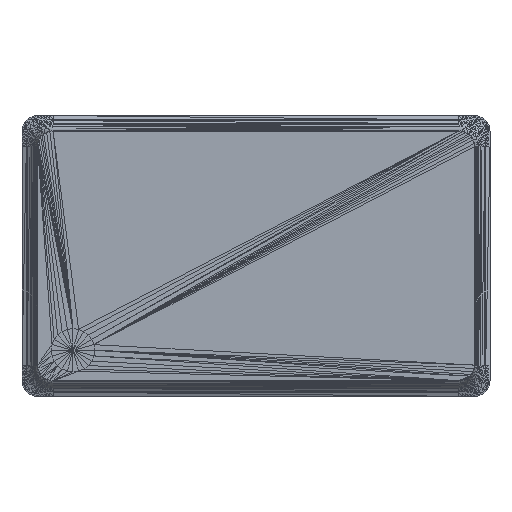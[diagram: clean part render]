
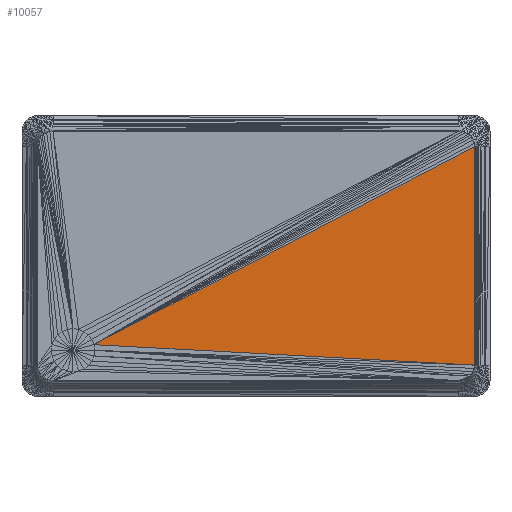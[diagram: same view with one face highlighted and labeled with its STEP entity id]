
A CAD part, top view. The second image highlights one B-rep face of the part: STEP entity #10057.
In plain terms, the highlighted planar face has unit normal (0, 0, 1).
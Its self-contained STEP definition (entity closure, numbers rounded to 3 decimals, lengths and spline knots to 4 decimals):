
#1211=DIRECTION('',(0.0,-1.0,0.0));
#1212=VECTOR('',#1211,1000.0);
#7542=CARTESIAN_POINT('',(2.8,1.4,1.2));
#7543=VERTEX_POINT('',#7542);
#7662=CARTESIAN_POINT('',(2.8,-1.4,1.2));
#7663=VERTEX_POINT('',#7662);
#7704=CARTESIAN_POINT('',(-2.0782,-1.1378,1.2));
#7705=VERTEX_POINT('',#7704);
#9531=LINE('',#7542,#1212);
#9532=EDGE_CURVE('',#7543,#7663,#9531,.T.);
#10028=DIRECTION('',(-0.999,0.054,0.0));
#10029=VECTOR('',#10028,1000.0);
#10030=LINE('',#7662,#10029);
#10031=EDGE_CURVE('',#7663,#7705,#10030,.T.);
#10044=DIRECTION('',(-0.887,-0.462,0.0));
#10045=VECTOR('',#10044,1000.0);
#10046=LINE('',#7542,#10045);
#10047=EDGE_CURVE('',#7543,#7705,#10046,.T.);
#10048=ORIENTED_EDGE('',*,*,#10031,.F.);
#10049=ORIENTED_EDGE('',*,*,#9532,.F.);
#10050=ORIENTED_EDGE('',*,*,#10047,.T.);
#10051=DIRECTION('',(-0.0,0.0,1.0));
#10052=DIRECTION('',(0.999,-0.054,0.0));
#10053=AXIS2_PLACEMENT_3D('',#7704,#10051,#10052);
#10054=PLANE('',#10053);
#10055=EDGE_LOOP('',(#10048,#10049,#10050));
#10056=FACE_BOUND('',#10055,.T.);
#10057=ADVANCED_FACE('',(#10056),#10054,.T.);
